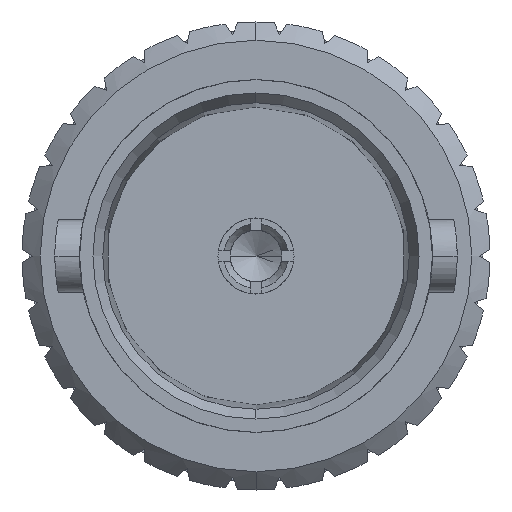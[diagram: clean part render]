
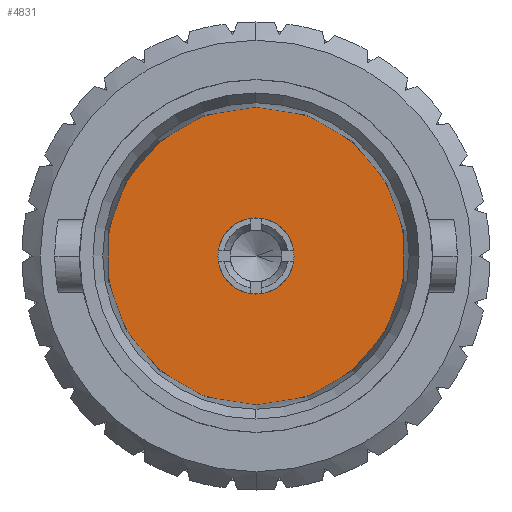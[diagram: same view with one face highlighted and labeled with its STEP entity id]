
A CAD part, left-side view. The second image highlights one B-rep face of the part: STEP entity #4831.
In plain terms, the highlighted planar face has unit normal (-1, 0, 0).
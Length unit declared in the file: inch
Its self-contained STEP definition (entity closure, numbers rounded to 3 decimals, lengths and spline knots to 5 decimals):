
#1805=CARTESIAN_POINT('',(0.3311,0.,0.));
#1806=DIRECTION('',(-1.,0.,0.));
#1807=DIRECTION('',(0.,0.,-1.));
#1808=AXIS2_PLACEMENT_3D('',#1805,#1806,#1807);
#1815=CARTESIAN_POINT('',(0.3311,0.,0.));
#1816=DIRECTION('',(-1.,0.,0.));
#1817=DIRECTION('',(0.,1.,0.));
#1818=AXIS2_PLACEMENT_3D('',#1815,#1816,#1817);
#1820=CARTESIAN_POINT('',(0.3311,0.,0.));
#1821=DIRECTION('',(-1.,0.,0.));
#1822=DIRECTION('',(0.,-1.,0.));
#1823=AXIS2_PLACEMENT_3D('',#1820,#1821,#1822);
#1825=CARTESIAN_POINT('',(0.3311,0.,0.));
#1826=DIRECTION('',(-1.,0.,0.));
#1827=DIRECTION('',(0.,0.,1.));
#1828=AXIS2_PLACEMENT_3D('',#1825,#1826,#1827);
#3003=CARTESIAN_POINT('',(0.3311,0.,-0.16043));
#3004=CARTESIAN_POINT('',(0.3311,0.,0.16043));
#3005=VERTEX_POINT('',#3003);
#3006=VERTEX_POINT('',#3004);
#3105=CARTESIAN_POINT('',(0.3311,0.04094,0.));
#3106=CARTESIAN_POINT('',(0.3311,-0.04094,0.));
#3107=VERTEX_POINT('',#3105);
#3108=VERTEX_POINT('',#3106);
#4815=CARTESIAN_POINT('',(0.3311,0.,0.));
#4816=DIRECTION('',(1.,0.,0.));
#4817=DIRECTION('',(0.,-1.,0.));
#4818=AXIS2_PLACEMENT_3D('',#4815,#4816,#4817);
#4819=PLANE('',#4818);
#4820=ORIENTED_EDGE('',*,*,#4805,.F.);
#4822=ORIENTED_EDGE('',*,*,#4821,.F.);
#4823=EDGE_LOOP('',(#4820,#4822));
#4824=FACE_OUTER_BOUND('',#4823,.F.);
#4826=ORIENTED_EDGE('',*,*,#4825,.T.);
#4828=ORIENTED_EDGE('',*,*,#4827,.T.);
#4829=EDGE_LOOP('',(#4826,#4828));
#4830=FACE_BOUND('',#4829,.F.);
#4831=ADVANCED_FACE('',(#4824,#4830),#4819,.F.);
#1809=CIRCLE('',#1808,0.16043);
#1819=CIRCLE('',#1818,0.04094);
#1824=CIRCLE('',#1823,0.04094);
#1829=CIRCLE('',#1828,0.16043);
#4805=EDGE_CURVE('',#3005,#3006,#1809,.T.);
#4821=EDGE_CURVE('',#3006,#3005,#1829,.T.);
#4825=EDGE_CURVE('',#3107,#3108,#1819,.T.);
#4827=EDGE_CURVE('',#3108,#3107,#1824,.T.);
